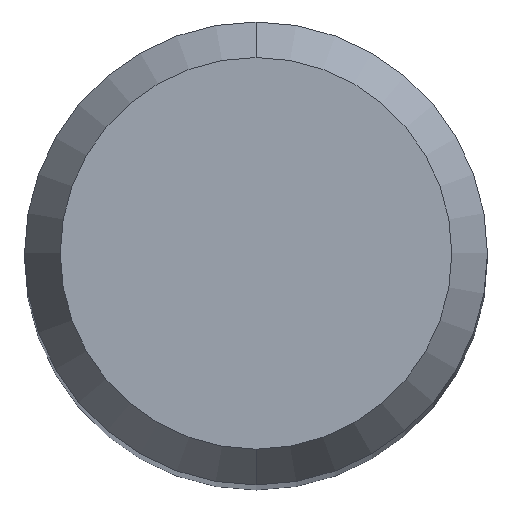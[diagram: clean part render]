
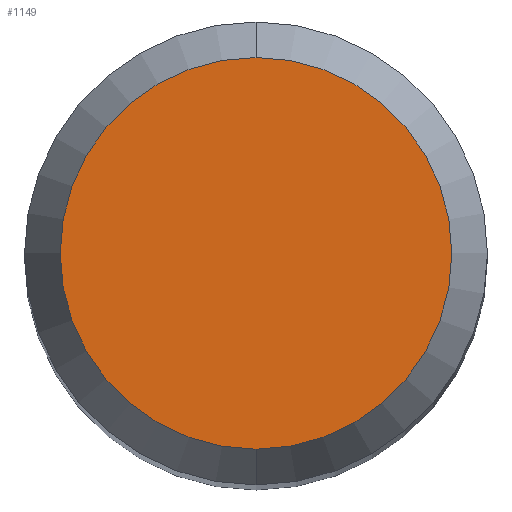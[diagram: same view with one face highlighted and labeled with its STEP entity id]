
A CAD part, top view. The second image highlights one B-rep face of the part: STEP entity #1149.
In plain terms, the highlighted planar face has unit normal (0, 0, 1).
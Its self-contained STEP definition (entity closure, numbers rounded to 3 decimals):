
#951=EDGE_CURVE('',#1333,#975,#1931,.T.);
#975=VERTEX_POINT('',#1955);
#1041=EDGE_CURVE('',#975,#1333,#2027,.T.);
#1149=ADVANCED_FACE('',(#2145),#2146,.T.);
#1333=VERTEX_POINT('',#2347);
#1931=CIRCLE('',#7812,2.538);
#1955=CARTESIAN_POINT('',(0.,-2.538,0.0));
#2027=CIRCLE('',#8905,2.538);
#2145=FACE_OUTER_BOUND('',#10155,.T.);
#2146=PLANE('',#10156);
#2347=CARTESIAN_POINT('',(0.0,2.538,0.0));
#7812=AXIS2_PLACEMENT_3D('',#13526,#13527,#13528);
#8905=AXIS2_PLACEMENT_3D('',#13604,#13605,#13606);
#10155=EDGE_LOOP('',(#13727,#13728));
#10156=AXIS2_PLACEMENT_3D('',#13729,#13730,#13731);
#13526=CARTESIAN_POINT('',(0.0,0.0,0.0));
#13527=DIRECTION('',(0.0,0.0,-1.0));
#13528=DIRECTION('',(0.0,1.0,0.0));
#13604=CARTESIAN_POINT('',(0.0,0.0,0.0));
#13605=DIRECTION('',(0.0,0.0,-1.0));
#13606=DIRECTION('',(0.0,1.0,0.0));
#13727=ORIENTED_EDGE('',*,*,#951,.F.);
#13728=ORIENTED_EDGE('',*,*,#1041,.F.);
#13729=CARTESIAN_POINT('',(0.0,1.269,0.0));
#13730=DIRECTION('',(-0.0,0.0,1.0));
#13731=DIRECTION('',(0.0,-1.0,0.0));
